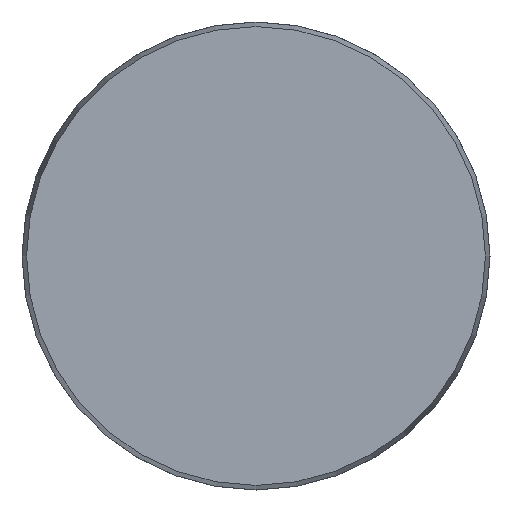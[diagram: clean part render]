
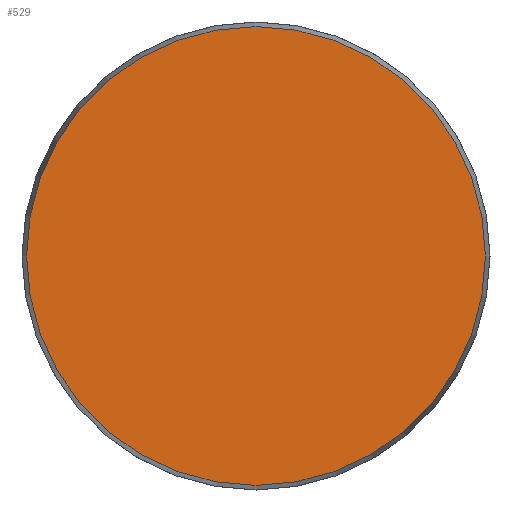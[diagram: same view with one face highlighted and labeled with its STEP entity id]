
A CAD part, front view. The second image highlights one B-rep face of the part: STEP entity #529.
In plain terms, the highlighted planar face has unit normal (0, -1, 0).
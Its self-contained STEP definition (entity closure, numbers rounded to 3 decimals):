
#51 = CARTESIAN_POINT ( 'NONE',  ( 0., 0., -28.425 ) ) ;
#92 = ORIENTED_EDGE ( 'NONE', *, *, #404, .T. ) ;
#109 = DIRECTION ( 'NONE',  ( 0., 1., 0. ) ) ;
#232 = PLANE ( 'NONE',  #390 ) ;
#350 = DIRECTION ( 'NONE',  ( 0., 0., -1. ) ) ;
#390 = AXIS2_PLACEMENT_3D ( 'NONE', #647, #109, #773 ) ;
#404 = EDGE_CURVE ( 'NONE', #583, #583, #513, .T. ) ;
#513 = CIRCLE ( 'NONE', #533, 28.425 ) ;
#528 = FACE_OUTER_BOUND ( 'NONE', #723, .T. ) ;
#529 = ADVANCED_FACE ( 'NONE', ( #528 ), #232, .F. ) ;
#533 = AXIS2_PLACEMENT_3D ( 'NONE', #705, #747, #350 ) ;
#583 = VERTEX_POINT ( 'NONE', #51 ) ;
#647 = CARTESIAN_POINT ( 'NONE',  ( -28.425, 0., 0. ) ) ;
#705 = CARTESIAN_POINT ( 'NONE',  ( 0., 0., 0. ) ) ;
#723 = EDGE_LOOP ( 'NONE', ( #92 ) ) ;
#747 = DIRECTION ( 'NONE',  ( 0., -1., 0. ) ) ;
#773 = DIRECTION ( 'NONE',  ( 0., 0., 1. ) ) ;
